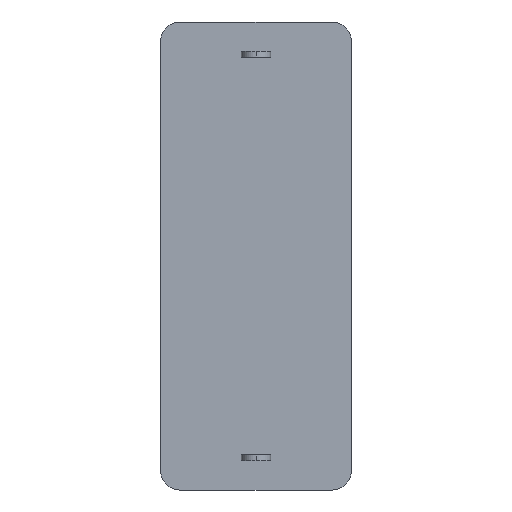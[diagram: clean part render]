
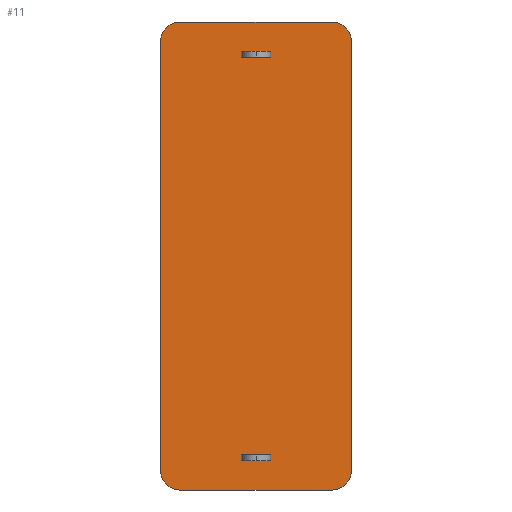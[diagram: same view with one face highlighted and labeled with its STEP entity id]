
A CAD part, front view. The second image highlights one B-rep face of the part: STEP entity #11.
In plain terms, the highlighted planar face has unit normal (0, -1, 0).
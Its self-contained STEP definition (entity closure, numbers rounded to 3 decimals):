
#11 = ADVANCED_FACE ( 'NONE', ( #1438, #1435, #1437 ), #920, .F. ) ;
#50 = VECTOR ( 'NONE', #669, 1000. ) ;
#56 = LINE ( 'NONE', #670, #121 ) ;
#99 = LINE ( 'NONE', #683, #102 ) ;
#102 = VECTOR ( 'NONE', #671, 1000. ) ;
#104 = CIRCLE ( 'NONE', #175, 1. ) ;
#105 = CIRCLE ( 'NONE', #176, 1. ) ;
#106 = LINE ( 'NONE', #666, #114 ) ;
#108 = VECTOR ( 'NONE', #658, 1000. ) ;
#109 = CIRCLE ( 'NONE', #177, 1. ) ;
#111 = VECTOR ( 'NONE', #660, 1000. ) ;
#112 = LINE ( 'NONE', #659, #108 ) ;
#114 = VECTOR ( 'NONE', #663, 1000. ) ;
#115 = LINE ( 'NONE', #662, #111 ) ;
#116 = VECTOR ( 'NONE', #664, 1000. ) ;
#117 = CIRCLE ( 'NONE', #178, 1. ) ;
#119 = LINE ( 'NONE', #668, #116 ) ;
#121 = VECTOR ( 'NONE', #665, 1000. ) ;
#122 = VECTOR ( 'NONE', #667, 1000. ) ;
#123 = LINE ( 'NONE', #676, #50 ) ;
#126 = LINE ( 'NONE', #672, #122 ) ;
#175 = AXIS2_PLACEMENT_3D ( 'NONE', #643, #642, #641 ) ;
#176 = AXIS2_PLACEMENT_3D ( 'NONE', #648, #647, #646 ) ;
#177 = AXIS2_PLACEMENT_3D ( 'NONE', #653, #652, #651 ) ;
#178 = AXIS2_PLACEMENT_3D ( 'NONE', #657, #655, #654 ) ;
#224 = AXIS2_PLACEMENT_3D ( 'NONE', #925, #624, #912 ) ;
#258 = EDGE_CURVE ( 'NONE', #1178, #1230, #1117, .T. ) ;
#264 = EDGE_CURVE ( 'NONE', #1209, #1182, #1105, .T. ) ;
#269 = EDGE_CURVE ( 'NONE', #1268, #1171, #1095, .T. ) ;
#276 = EDGE_CURVE ( 'NONE', #1212, #1250, #1082, .T. ) ;
#287 = EDGE_CURVE ( 'NONE', #1240, #1180, #99, .T. ) ;
#288 = EDGE_CURVE ( 'NONE', #1240, #1236, #123, .T. ) ;
#289 = EDGE_CURVE ( 'NONE', #1246, #1236, #126, .T. ) ;
#290 = EDGE_CURVE ( 'NONE', #1180, #1246, #56, .T. ) ;
#291 = EDGE_CURVE ( 'NONE', #1229, #1184, #119, .T. ) ;
#292 = EDGE_CURVE ( 'NONE', #1184, #1222, #106, .T. ) ;
#293 = EDGE_CURVE ( 'NONE', #1222, #1260, #115, .T. ) ;
#294 = EDGE_CURVE ( 'NONE', #1229, #1260, #112, .T. ) ;
#295 = EDGE_CURVE ( 'NONE', #1178, #1250, #117, .T. ) ;
#296 = EDGE_CURVE ( 'NONE', #1212, #1171, #109, .T. ) ;
#297 = EDGE_CURVE ( 'NONE', #1268, #1182, #105, .T. ) ;
#298 = EDGE_CURVE ( 'NONE', #1209, #1230, #104, .T. ) ;
#400 = CARTESIAN_POINT ( 'NONE',  ( 0.75, 0., -10.2 ) ) ;
#410 = CARTESIAN_POINT ( 'NONE',  ( 0.75, 0., 10.2 ) ) ;
#412 = CARTESIAN_POINT ( 'NONE',  ( 3.9, 0., -12. ) ) ;
#420 = CARTESIAN_POINT ( 'NONE',  ( -3.9, 0., 12. ) ) ;
#437 = CARTESIAN_POINT ( 'NONE',  ( 4.9, 0., 11. ) ) ;
#442 = CARTESIAN_POINT ( 'NONE',  ( -0.75, 0., 10.2 ) ) ;
#450 = CARTESIAN_POINT ( 'NONE',  ( -3.9, 0., -12. ) ) ;
#459 = CARTESIAN_POINT ( 'NONE',  ( -0.75, 0., -10.5 ) ) ;
#460 = CARTESIAN_POINT ( 'NONE',  ( 0.75, 0., -10.5 ) ) ;
#462 = CARTESIAN_POINT ( 'NONE',  ( -4.9, 0., 11. ) ) ;
#463 = CARTESIAN_POINT ( 'NONE',  ( -0.75, 0., 10.5 ) ) ;
#490 = CARTESIAN_POINT ( 'NONE',  ( 3.9, 0., 12. ) ) ;
#492 = CARTESIAN_POINT ( 'NONE',  ( -0.75, 0., -10.2 ) ) ;
#493 = CARTESIAN_POINT ( 'NONE',  ( -4.9, 0., -11. ) ) ;
#494 = CARTESIAN_POINT ( 'NONE',  ( 0.75, 0., 10.5 ) ) ;
#497 = CARTESIAN_POINT ( 'NONE',  ( 4.9, 0., -11. ) ) ;
#624 = DIRECTION ( 'NONE',  ( 0., 1., 0. ) ) ;
#641 = DIRECTION ( 'NONE',  ( 0., 0., 1. ) ) ;
#642 = DIRECTION ( 'NONE',  ( 0., -1., 0. ) ) ;
#643 = CARTESIAN_POINT ( 'NONE',  ( -3.9, 0., 11. ) ) ;
#646 = DIRECTION ( 'NONE',  ( 0., 0., 1. ) ) ;
#647 = DIRECTION ( 'NONE',  ( 0., -1., 0. ) ) ;
#648 = CARTESIAN_POINT ( 'NONE',  ( 3.9, 0., 11. ) ) ;
#651 = DIRECTION ( 'NONE',  ( 0., 0., 1. ) ) ;
#652 = DIRECTION ( 'NONE',  ( 0., -1., 0. ) ) ;
#653 = CARTESIAN_POINT ( 'NONE',  ( 3.9, 0., -11. ) ) ;
#654 = DIRECTION ( 'NONE',  ( 0., 0., 1. ) ) ;
#655 = DIRECTION ( 'NONE',  ( 0., -1., 0. ) ) ;
#657 = CARTESIAN_POINT ( 'NONE',  ( -3.9, 0., -11. ) ) ;
#658 = DIRECTION ( 'NONE',  ( 0., 0., -1. ) ) ;
#659 = CARTESIAN_POINT ( 'NONE',  ( -0.75, 0., 0. ) ) ;
#660 = DIRECTION ( 'NONE',  ( -1., 0., 0. ) ) ;
#662 = CARTESIAN_POINT ( 'NONE',  ( 0., 0., 10.2 ) ) ;
#663 = DIRECTION ( 'NONE',  ( 0., 0., -1. ) ) ;
#664 = DIRECTION ( 'NONE',  ( 1., 0., 0. ) ) ;
#665 = DIRECTION ( 'NONE',  ( 0., 0., -1. ) ) ;
#666 = CARTESIAN_POINT ( 'NONE',  ( 0.75, 0., 0. ) ) ;
#667 = DIRECTION ( 'NONE',  ( 1., 0., 0. ) ) ;
#668 = CARTESIAN_POINT ( 'NONE',  ( 0., 0., 10.5 ) ) ;
#669 = DIRECTION ( 'NONE',  ( 0., 0., -1. ) ) ;
#670 = CARTESIAN_POINT ( 'NONE',  ( -0.75, 0., 0. ) ) ;
#671 = DIRECTION ( 'NONE',  ( -1., 0., 0. ) ) ;
#672 = CARTESIAN_POINT ( 'NONE',  ( 0., 0., -10.5 ) ) ;
#676 = CARTESIAN_POINT ( 'NONE',  ( 0.75, 0., 0. ) ) ;
#683 = CARTESIAN_POINT ( 'NONE',  ( 0., 0., -10.2 ) ) ;
#706 = DIRECTION ( 'NONE',  ( -1., 0., 0. ) ) ;
#707 = CARTESIAN_POINT ( 'NONE',  ( 4.9, 0., -12. ) ) ;
#714 = DIRECTION ( 'NONE',  ( 0., 0., -1. ) ) ;
#715 = CARTESIAN_POINT ( 'NONE',  ( 4.9, 0., 12. ) ) ;
#724 = DIRECTION ( 'NONE',  ( 1., 0., 0. ) ) ;
#725 = CARTESIAN_POINT ( 'NONE',  ( 4.9, 0., 12. ) ) ;
#737 = DIRECTION ( 'NONE',  ( 0., 0., 1. ) ) ;
#738 = CARTESIAN_POINT ( 'NONE',  ( -4.9, 0., 12. ) ) ;
#912 = DIRECTION ( 'NONE',  ( 0., 0., 1. ) ) ;
#920 = PLANE ( 'NONE',  #224 ) ;
#925 = CARTESIAN_POINT ( 'NONE',  ( 0., 0., 0. ) ) ;
#1081 = VECTOR ( 'NONE', #706, 1000. ) ;
#1082 = LINE ( 'NONE', #707, #1081 ) ;
#1092 = VECTOR ( 'NONE', #714, 1000. ) ;
#1095 = LINE ( 'NONE', #715, #1092 ) ;
#1102 = VECTOR ( 'NONE', #724, 1000. ) ;
#1105 = LINE ( 'NONE', #725, #1102 ) ;
#1114 = VECTOR ( 'NONE', #737, 1000. ) ;
#1117 = LINE ( 'NONE', #738, #1114 ) ;
#1171 = VERTEX_POINT ( 'NONE', #497 ) ;
#1178 = VERTEX_POINT ( 'NONE', #493 ) ;
#1180 = VERTEX_POINT ( 'NONE', #492 ) ;
#1182 = VERTEX_POINT ( 'NONE', #490 ) ;
#1184 = VERTEX_POINT ( 'NONE', #494 ) ;
#1209 = VERTEX_POINT ( 'NONE', #420 ) ;
#1212 = VERTEX_POINT ( 'NONE', #412 ) ;
#1222 = VERTEX_POINT ( 'NONE', #410 ) ;
#1229 = VERTEX_POINT ( 'NONE', #463 ) ;
#1230 = VERTEX_POINT ( 'NONE', #462 ) ;
#1236 = VERTEX_POINT ( 'NONE', #460 ) ;
#1240 = VERTEX_POINT ( 'NONE', #400 ) ;
#1246 = VERTEX_POINT ( 'NONE', #459 ) ;
#1250 = VERTEX_POINT ( 'NONE', #450 ) ;
#1260 = VERTEX_POINT ( 'NONE', #442 ) ;
#1268 = VERTEX_POINT ( 'NONE', #437 ) ;
#1287 = ORIENTED_EDGE ( 'NONE', *, *, #287, .F. ) ;
#1326 = ORIENTED_EDGE ( 'NONE', *, *, #288, .T. ) ;
#1327 = ORIENTED_EDGE ( 'NONE', *, *, #289, .F. ) ;
#1331 = ORIENTED_EDGE ( 'NONE', *, *, #292, .T. ) ;
#1332 = ORIENTED_EDGE ( 'NONE', *, *, #293, .T. ) ;
#1333 = ORIENTED_EDGE ( 'NONE', *, *, #294, .F. ) ;
#1334 = ORIENTED_EDGE ( 'NONE', *, *, #258, .F. ) ;
#1335 = ORIENTED_EDGE ( 'NONE', *, *, #298, .T. ) ;
#1336 = ORIENTED_EDGE ( 'NONE', *, *, #296, .T. ) ;
#1337 = ORIENTED_EDGE ( 'NONE', *, *, #276, .F. ) ;
#1338 = ORIENTED_EDGE ( 'NONE', *, *, #295, .T. ) ;
#1339 = ORIENTED_EDGE ( 'NONE', *, *, #264, .F. ) ;
#1340 = ORIENTED_EDGE ( 'NONE', *, *, #297, .T. ) ;
#1341 = ORIENTED_EDGE ( 'NONE', *, *, #269, .F. ) ;
#1342 = ORIENTED_EDGE ( 'NONE', *, *, #291, .T. ) ;
#1343 = ORIENTED_EDGE ( 'NONE', *, *, #290, .F. ) ;
#1435 = FACE_BOUND ( 'NONE', #1479, .T. ) ;
#1437 = FACE_OUTER_BOUND ( 'NONE', #1484, .T. ) ;
#1438 = FACE_BOUND ( 'NONE', #1462, .T. ) ;
#1462 = EDGE_LOOP ( 'NONE', ( #1287, #1326, #1327, #1343 ) ) ;
#1479 = EDGE_LOOP ( 'NONE', ( #1342, #1331, #1332, #1333 ) ) ;
#1484 = EDGE_LOOP ( 'NONE', ( #1334, #1338, #1337, #1336, #1341, #1340, #1339, #1335 ) ) ;
